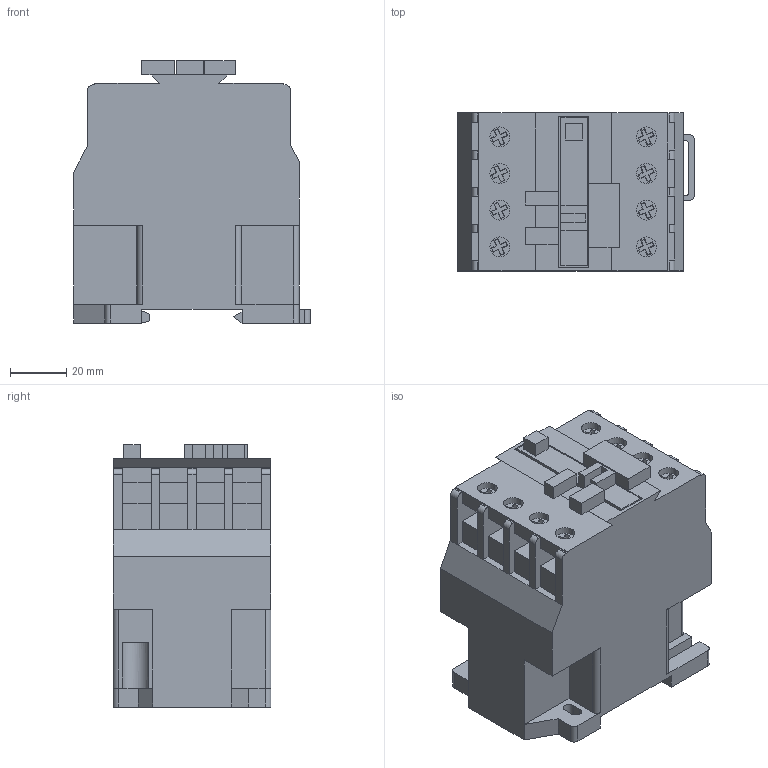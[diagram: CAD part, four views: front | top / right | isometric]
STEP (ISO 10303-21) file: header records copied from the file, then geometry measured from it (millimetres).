
FILE_DESCRIPTION (( 'STEP AP203' ), '1' );
FILE_NAME ('ﾊﾌﾝ-2510, 2501.STEP', '2018-03-19T12:48:29', ( '' ), ( '' ), 'SwSTEP 2.0', 'SolidWorks 2017', '' );
FILE_SCHEMA (( 'CONFIG_CONTROL_DESIGN' ));
Length unit declared in the file: millimetre
Products named in the file (1): ﾊﾌﾝ-2510, 2501
Bounding box: 84 x 56 x 93 mm (x, y, z)
Volume: 314716.3 mm3; surface area: 43179.5 mm2
Topology: 1 solids, 1 shells, 345 faces, 953 edges, 625 vertices
Faces by surface type: plane 294, cylinder 51
Entity records: 10918 total; most frequent: CARTESIAN_POINT 1930, ORIENTED_EDGE 1906, DIRECTION 1749, EDGE_CURVE 953, VECTOR 845, LINE 845, VERTEX_POINT 625, AXIS2_PLACEMENT_3D 452
